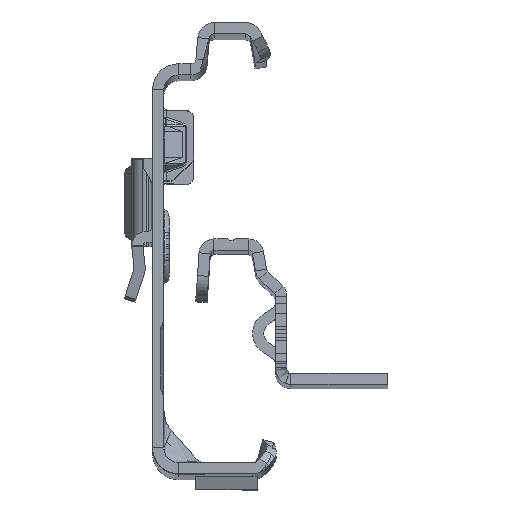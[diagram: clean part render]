
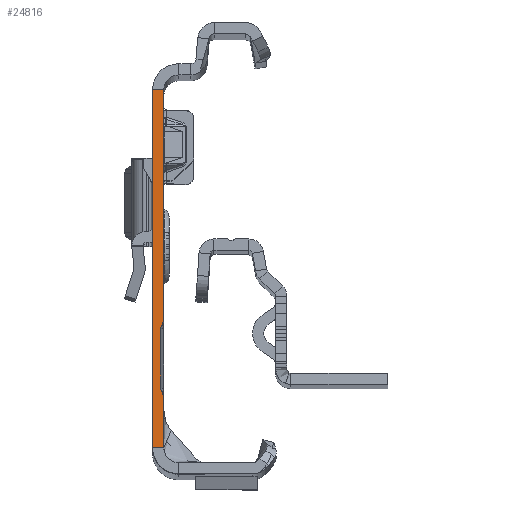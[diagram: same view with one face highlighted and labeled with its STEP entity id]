
A CAD part, top view. The second image highlights one B-rep face of the part: STEP entity #24816.
In plain terms, the highlighted planar face has unit normal (0, 0, 1).
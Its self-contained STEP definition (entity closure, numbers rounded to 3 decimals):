
#314 = VECTOR ( 'NONE', #18626, 1000. ) ;
#1398 = CARTESIAN_POINT ( 'NONE',  ( -0.234, -18.442, 0. ) ) ;
#2456 = EDGE_CURVE ( 'NONE', #3680, #7166, #3872, .T. ) ;
#2871 = ORIENTED_EDGE ( 'NONE', *, *, #2456, .F. ) ;
#3068 = CIRCLE ( 'NONE', #24537, 1. ) ;
#3456 = LINE ( 'NONE', #11974, #6899 ) ;
#3598 = DIRECTION ( 'NONE',  ( -1., 0., 0. ) ) ;
#3680 = VERTEX_POINT ( 'NONE', #18242 ) ;
#3856 = CARTESIAN_POINT ( 'NONE',  ( -0.4, -9.865, 0. ) ) ;
#3872 = LINE ( 'NONE', #1398, #24775 ) ;
#4380 = CARTESIAN_POINT ( 'NONE',  ( -0.4, -17.865, 0. ) ) ;
#4584 = DIRECTION ( 'NONE',  ( 1., 0., 0. ) ) ;
#4637 = ORIENTED_EDGE ( 'NONE', *, *, #4941, .F. ) ;
#4941 = EDGE_CURVE ( 'NONE', #7582, #11473, #18077, .T. ) ;
#5455 = CARTESIAN_POINT ( 'NONE',  ( 0.6, -17.865, 0. ) ) ;
#5627 = CIRCLE ( 'NONE', #22728, 1. ) ;
#5630 = ORIENTED_EDGE ( 'NONE', *, *, #17015, .F. ) ;
#5730 = CARTESIAN_POINT ( 'NONE',  ( -1.5, 22.135, 0. ) ) ;
#6641 = EDGE_CURVE ( 'NONE', #11538, #8767, #12412, .T. ) ;
#6899 = VECTOR ( 'NONE', #18559, 1000. ) ;
#7166 = VERTEX_POINT ( 'NONE', #19865 ) ;
#7582 = VERTEX_POINT ( 'NONE', #24479 ) ;
#8012 = EDGE_CURVE ( 'NONE', #11538, #18503, #20602, .T. ) ;
#8767 = VERTEX_POINT ( 'NONE', #14527 ) ;
#9227 = LINE ( 'NONE', #15789, #17041 ) ;
#9241 = ORIENTED_EDGE ( 'NONE', *, *, #14010, .F. ) ;
#9401 = AXIS2_PLACEMENT_3D ( 'NONE', #18840, #16788, #26820 ) ;
#9879 = CIRCLE ( 'NONE', #14701, 2.5 ) ;
#10325 = EDGE_CURVE ( 'NONE', #18503, #11473, #25125, .T. ) ;
#10419 = VERTEX_POINT ( 'NONE', #17170 ) ;
#10479 = LINE ( 'NONE', #18846, #14338 ) ;
#10529 = DIRECTION ( 'NONE',  ( -1., 0., 0. ) ) ;
#10610 = PLANE ( 'NONE',  #9401 ) ;
#10717 = ORIENTED_EDGE ( 'NONE', *, *, #15707, .F. ) ;
#11473 = VERTEX_POINT ( 'NONE', #25287 ) ;
#11538 = VERTEX_POINT ( 'NONE', #15561 ) ;
#11956 = ORIENTED_EDGE ( 'NONE', *, *, #26974, .F. ) ;
#11974 = CARTESIAN_POINT ( 'NONE',  ( -0.234, -9.288, 0. ) ) ;
#12098 = AXIS2_PLACEMENT_3D ( 'NONE', #14202, #20362, #20230 ) ;
#12270 = FACE_OUTER_BOUND ( 'NONE', #15649, .T. ) ;
#12412 = LINE ( 'NONE', #16528, #13131 ) ;
#12538 = CIRCLE ( 'NONE', #12098, 2.5 ) ;
#12803 = DIRECTION ( 'NONE',  ( 0., -1., 0. ) ) ;
#13131 = VECTOR ( 'NONE', #24340, 1000. ) ;
#13970 = CARTESIAN_POINT ( 'NONE',  ( 0., -25.865, 0. ) ) ;
#14010 = EDGE_CURVE ( 'NONE', #8767, #18970, #12538, .T. ) ;
#14095 = VERTEX_POINT ( 'NONE', #4380 ) ;
#14114 = DIRECTION ( 'NONE',  ( 0., 0., 1. ) ) ;
#14202 = CARTESIAN_POINT ( 'NONE',  ( -2.5, -8.231, 0. ) ) ;
#14241 = VERTEX_POINT ( 'NONE', #15516 ) ;
#14338 = VECTOR ( 'NONE', #12803, 1000. ) ;
#14527 = CARTESIAN_POINT ( 'NONE',  ( 0., -8.231, 0. ) ) ;
#14701 = AXIS2_PLACEMENT_3D ( 'NONE', #25581, #20915, #4584 ) ;
#14793 = DIRECTION ( 'NONE',  ( 0., 0., 1. ) ) ;
#15222 = ORIENTED_EDGE ( 'NONE', *, *, #8012, .T. ) ;
#15326 = EDGE_CURVE ( 'NONE', #25284, #14095, #10479, .T. ) ;
#15370 = VECTOR ( 'NONE', #3598, 1000. ) ;
#15516 = CARTESIAN_POINT ( 'NONE',  ( 0., -19.499, 0. ) ) ;
#15561 = CARTESIAN_POINT ( 'NONE',  ( 0., 22.135, 0. ) ) ;
#15649 = EDGE_LOOP ( 'NONE', ( #9241, #22239, #15222, #24352, #4637, #5630, #11956, #2871, #19182, #23252, #16328, #10717 ) ) ;
#15707 = EDGE_CURVE ( 'NONE', #18970, #10419, #3456, .T. ) ;
#15789 = CARTESIAN_POINT ( 'NONE',  ( 0., 24.135, 0. ) ) ;
#16224 = CARTESIAN_POINT ( 'NONE',  ( -1.5, 24.135, 0. ) ) ;
#16328 = ORIENTED_EDGE ( 'NONE', *, *, #18723, .F. ) ;
#16528 = CARTESIAN_POINT ( 'NONE',  ( 0., 24.135, 0. ) ) ;
#16788 = DIRECTION ( 'NONE',  ( 0., 0., 1. ) ) ;
#16957 = CARTESIAN_POINT ( 'NONE',  ( -0.234, -9.288, 0. ) ) ;
#17015 = EDGE_CURVE ( 'NONE', #14241, #7582, #9227, .T. ) ;
#17041 = VECTOR ( 'NONE', #24144, 1000. ) ;
#17170 = CARTESIAN_POINT ( 'NONE',  ( -0.306, -9.443, 0. ) ) ;
#17507 = EDGE_CURVE ( 'NONE', #14095, #3680, #5627, .T. ) ;
#17595 = VECTOR ( 'NONE', #20739, 1000. ) ;
#18077 = LINE ( 'NONE', #13970, #314 ) ;
#18242 = CARTESIAN_POINT ( 'NONE',  ( -0.306, -18.288, 0. ) ) ;
#18503 = VERTEX_POINT ( 'NONE', #5730 ) ;
#18559 = DIRECTION ( 'NONE',  ( -0.423, -0.906, 0. ) ) ;
#18626 = DIRECTION ( 'NONE',  ( -1., 0., 0. ) ) ;
#18723 = EDGE_CURVE ( 'NONE', #10419, #25284, #3068, .T. ) ;
#18840 = CARTESIAN_POINT ( 'NONE',  ( -1.5, 24.135, 0. ) ) ;
#18846 = CARTESIAN_POINT ( 'NONE',  ( -0.4, -9.865, 0. ) ) ;
#18970 = VERTEX_POINT ( 'NONE', #16957 ) ;
#19182 = ORIENTED_EDGE ( 'NONE', *, *, #17507, .F. ) ;
#19865 = CARTESIAN_POINT ( 'NONE',  ( -0.234, -18.442, 0. ) ) ;
#20230 = DIRECTION ( 'NONE',  ( -1., 0., 0. ) ) ;
#20362 = DIRECTION ( 'NONE',  ( 0., 0., -1. ) ) ;
#20469 = CARTESIAN_POINT ( 'NONE',  ( 0., 22.135, 0. ) ) ;
#20602 = LINE ( 'NONE', #20469, #15370 ) ;
#20739 = DIRECTION ( 'NONE',  ( 0., -1., 0. ) ) ;
#20915 = DIRECTION ( 'NONE',  ( 0., 0., -1. ) ) ;
#22239 = ORIENTED_EDGE ( 'NONE', *, *, #6641, .F. ) ;
#22389 = DIRECTION ( 'NONE',  ( 0.423, -0.906, 0. ) ) ;
#22728 = AXIS2_PLACEMENT_3D ( 'NONE', #5455, #14114, #26598 ) ;
#23252 = ORIENTED_EDGE ( 'NONE', *, *, #15326, .F. ) ;
#24144 = DIRECTION ( 'NONE',  ( 0., -1., 0. ) ) ;
#24340 = DIRECTION ( 'NONE',  ( 0., -1., 0. ) ) ;
#24352 = ORIENTED_EDGE ( 'NONE', *, *, #10325, .T. ) ;
#24479 = CARTESIAN_POINT ( 'NONE',  ( 0., -25.865, 0. ) ) ;
#24537 = AXIS2_PLACEMENT_3D ( 'NONE', #25333, #14793, #10529 ) ;
#24775 = VECTOR ( 'NONE', #22389, 1000. ) ;
#24816 = ADVANCED_FACE ( 'NONE', ( #12270 ), #10610, .T. ) ;
#25125 = LINE ( 'NONE', #16224, #17595 ) ;
#25284 = VERTEX_POINT ( 'NONE', #3856 ) ;
#25287 = CARTESIAN_POINT ( 'NONE',  ( -1.5, -25.865, 0. ) ) ;
#25333 = CARTESIAN_POINT ( 'NONE',  ( 0.6, -9.865, 0. ) ) ;
#25581 = CARTESIAN_POINT ( 'NONE',  ( -2.5, -19.499, 0. ) ) ;
#26598 = DIRECTION ( 'NONE',  ( 1., 0., 0. ) ) ;
#26820 = DIRECTION ( 'NONE',  ( 0., -1., 0. ) ) ;
#26974 = EDGE_CURVE ( 'NONE', #7166, #14241, #9879, .T. ) ;
